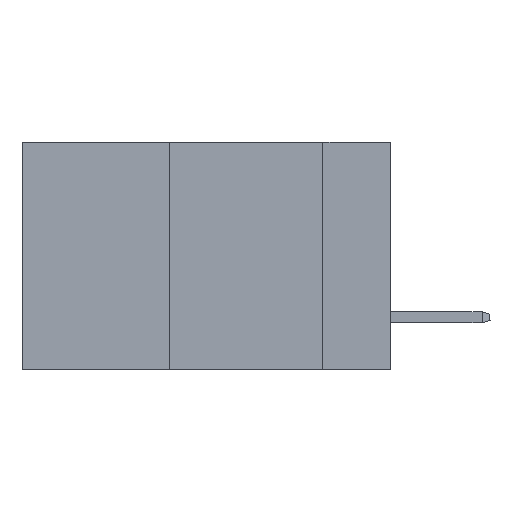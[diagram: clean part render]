
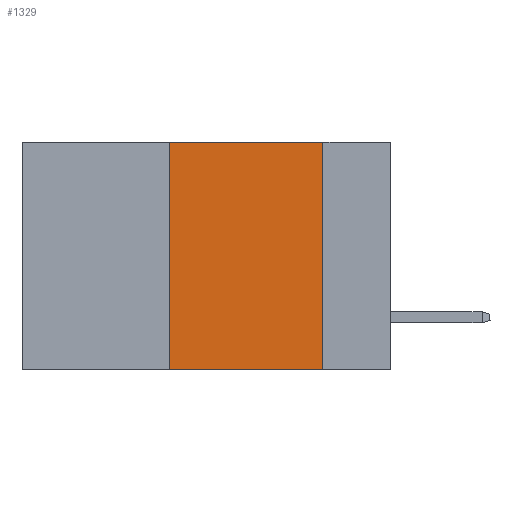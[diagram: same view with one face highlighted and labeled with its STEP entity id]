
A CAD part, left-side view. The second image highlights one B-rep face of the part: STEP entity #1329.
In plain terms, the highlighted planar face has unit normal (-1, 0, 0).
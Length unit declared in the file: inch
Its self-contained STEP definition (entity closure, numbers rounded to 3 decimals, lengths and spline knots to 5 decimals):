
#830 = DIRECTION ( 'NONE',  ( 1., 0., 0. ) ) ;
#1234 = EDGE_CURVE ( 'NONE', #18231, #2524, #5685, .T. ) ;
#1329 = ADVANCED_FACE ( 'NONE', ( #20963 ), #9234, .F. ) ;
#1699 = VERTEX_POINT ( 'NONE', #5212 ) ;
#2141 = CARTESIAN_POINT ( 'NONE',  ( 0., 0.11, 0. ) ) ;
#2524 = VERTEX_POINT ( 'NONE', #14172 ) ;
#5212 = CARTESIAN_POINT ( 'NONE',  ( 0., 0.36, -0.37 ) ) ;
#5685 = LINE ( 'NONE', #9020, #9607 ) ;
#7218 = DIRECTION ( 'NONE',  ( 0., 0., -1. ) ) ;
#7234 = LINE ( 'NONE', #16580, #16032 ) ;
#7285 = VECTOR ( 'NONE', #7218, 39.37008 ) ;
#7700 = EDGE_CURVE ( 'NONE', #1699, #12084, #19032, .T. ) ;
#8601 = ORIENTED_EDGE ( 'NONE', *, *, #11122, .F. ) ;
#8880 = CARTESIAN_POINT ( 'NONE',  ( 0., 0.6, -0.37 ) ) ;
#9020 = CARTESIAN_POINT ( 'NONE',  ( 0., 0.6, 0. ) ) ;
#9234 = PLANE ( 'NONE',  #15845 ) ;
#9607 = VECTOR ( 'NONE', #14074, 39.37008 ) ;
#11122 = EDGE_CURVE ( 'NONE', #1699, #18231, #7234, .T. ) ;
#11414 = EDGE_CURVE ( 'NONE', #2524, #12084, #11794, .T. ) ;
#11794 = LINE ( 'NONE', #2141, #7285 ) ;
#12084 = VERTEX_POINT ( 'NONE', #12300 ) ;
#12300 = CARTESIAN_POINT ( 'NONE',  ( 0., 0.11, -0.37 ) ) ;
#12656 = DIRECTION ( 'NONE',  ( 0., 0., -1. ) ) ;
#13588 = ORIENTED_EDGE ( 'NONE', *, *, #11414, .F. ) ;
#14074 = DIRECTION ( 'NONE',  ( 0., -1., 0. ) ) ;
#14172 = CARTESIAN_POINT ( 'NONE',  ( 0., 0.11, 0. ) ) ;
#14565 = VECTOR ( 'NONE', #15738, 39.37008 ) ;
#15738 = DIRECTION ( 'NONE',  ( 0., -1., 0. ) ) ;
#15845 = AXIS2_PLACEMENT_3D ( 'NONE', #21051, #830, #12656 ) ;
#16032 = VECTOR ( 'NONE', #18228, 39.37008 ) ;
#16580 = CARTESIAN_POINT ( 'NONE',  ( 0., 0.36, 0. ) ) ;
#18228 = DIRECTION ( 'NONE',  ( 0., 0., 1. ) ) ;
#18231 = VERTEX_POINT ( 'NONE', #20065 ) ;
#19003 = ORIENTED_EDGE ( 'NONE', *, *, #1234, .F. ) ;
#19032 = LINE ( 'NONE', #8880, #14565 ) ;
#19447 = ORIENTED_EDGE ( 'NONE', *, *, #7700, .T. ) ;
#20065 = CARTESIAN_POINT ( 'NONE',  ( 0., 0.36, 0. ) ) ;
#20963 = FACE_OUTER_BOUND ( 'NONE', #21701, .T. ) ;
#21051 = CARTESIAN_POINT ( 'NONE',  ( 0., 0.6, 0. ) ) ;
#21701 = EDGE_LOOP ( 'NONE', ( #13588, #19003, #8601, #19447 ) ) ;
